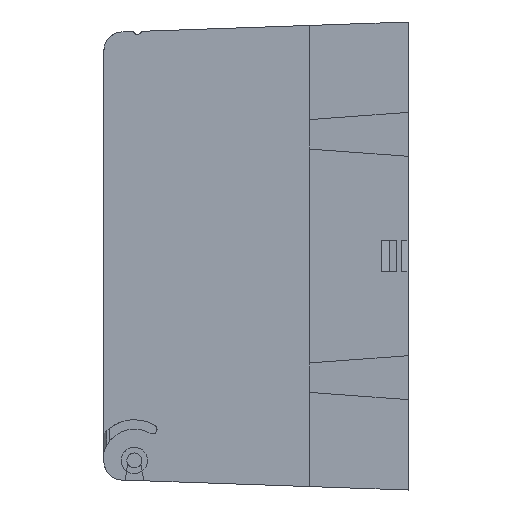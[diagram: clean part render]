
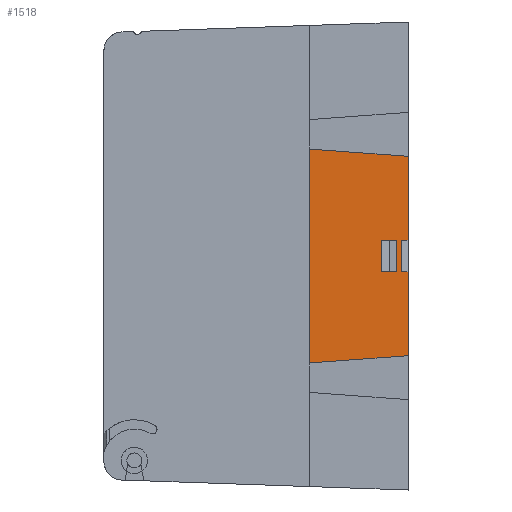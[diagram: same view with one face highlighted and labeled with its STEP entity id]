
A CAD part, left-side view. The second image highlights one B-rep face of the part: STEP entity #1518.
In plain terms, the highlighted planar face has unit normal (1, 0, 0).
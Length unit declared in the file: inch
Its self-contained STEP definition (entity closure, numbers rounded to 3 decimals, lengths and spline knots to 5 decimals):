
#289 = CARTESIAN_POINT ( 'NONE',  ( -0.8575, 0., -2.25 ) ) ;
#556 = CARTESIAN_POINT ( 'NONE',  ( -0.8575, 1.05, -0.17 ) ) ;
#621 = DIRECTION ( 'NONE',  ( 0., 0., 1. ) ) ;
#772 = LINE ( 'NONE', #15993, #17153 ) ;
#1063 = ORIENTED_EDGE ( 'NONE', *, *, #35641, .F. ) ;
#1106 = VERTEX_POINT ( 'NONE', #5997 ) ;
#1518 = ADVANCED_FACE ( 'NONE', ( #34082, #17722 ), #26389, .F. ) ;
#1546 = LINE ( 'NONE', #39271, #17903 ) ;
#1644 = EDGE_CURVE ( 'NONE', #26573, #21181, #35023, .T. ) ;
#1896 = DIRECTION ( 'NONE',  ( -1., 0., 0. ) ) ;
#2021 = VERTEX_POINT ( 'NONE', #14644 ) ;
#3191 = ORIENTED_EDGE ( 'NONE', *, *, #8116, .F. ) ;
#3416 = VERTEX_POINT ( 'NONE', #14242 ) ;
#3615 = LINE ( 'NONE', #556, #7950 ) ;
#3652 = DIRECTION ( 'NONE',  ( 0., 1., 0. ) ) ;
#4357 = CARTESIAN_POINT ( 'NONE',  ( -0.8575, 0., 1.065 ) ) ;
#4657 = VECTOR ( 'NONE', #25003, 39.37008 ) ;
#5486 = ORIENTED_EDGE ( 'NONE', *, *, #6025, .F. ) ;
#5997 = CARTESIAN_POINT ( 'NONE',  ( -0.8575, 0., 0.17 ) ) ;
#6025 = EDGE_CURVE ( 'NONE', #21181, #3416, #7054, .T. ) ;
#6236 = CARTESIAN_POINT ( 'NONE',  ( -0.8575, 0., 1.065 ) ) ;
#6810 = ORIENTED_EDGE ( 'NONE', *, *, #39206, .F. ) ;
#7054 = LINE ( 'NONE', #7870, #38771 ) ;
#7124 = VERTEX_POINT ( 'NONE', #13698 ) ;
#7361 = CARTESIAN_POINT ( 'NONE',  ( -0.8575, 1.05, -1.14282 ) ) ;
#7473 = CARTESIAN_POINT ( 'NONE',  ( -0.8575, 0., -0.17 ) ) ;
#7766 = CARTESIAN_POINT ( 'NONE',  ( -0.8575, 0.07, -0.17 ) ) ;
#7813 = VERTEX_POINT ( 'NONE', #7766 ) ;
#7870 = CARTESIAN_POINT ( 'NONE',  ( -0.8575, 0.12, -2.21333 ) ) ;
#7950 = VECTOR ( 'NONE', #3652, 39.37008 ) ;
#8116 = EDGE_CURVE ( 'NONE', #21925, #10168, #13342, .T. ) ;
#8621 = DIRECTION ( 'NONE',  ( 0., 0., 1. ) ) ;
#9274 = EDGE_CURVE ( 'NONE', #3416, #2021, #3615, .T. ) ;
#9356 = EDGE_CURVE ( 'NONE', #10168, #7813, #39697, .T. ) ;
#10168 = VERTEX_POINT ( 'NONE', #7473 ) ;
#10214 = LINE ( 'NONE', #4357, #32826 ) ;
#10708 = DIRECTION ( 'NONE',  ( 0., -1., 0. ) ) ;
#11673 = EDGE_CURVE ( 'NONE', #2021, #26573, #12268, .T. ) ;
#11787 = CARTESIAN_POINT ( 'NONE',  ( -0.8575, 0.07, 0.17 ) ) ;
#12041 = ORIENTED_EDGE ( 'NONE', *, *, #25361, .F. ) ;
#12048 = LINE ( 'NONE', #13976, #27451 ) ;
#12268 = LINE ( 'NONE', #15999, #19502 ) ;
#12656 = ORIENTED_EDGE ( 'NONE', *, *, #33800, .F. ) ;
#12746 = CARTESIAN_POINT ( 'NONE',  ( -0.8575, 0., -1.065 ) ) ;
#12861 = LINE ( 'NONE', #21903, #4657 ) ;
#12974 = DIRECTION ( 'NONE',  ( 0., 1., 0. ) ) ;
#13342 = LINE ( 'NONE', #27041, #20551 ) ;
#13698 = CARTESIAN_POINT ( 'NONE',  ( -0.8575, 1.05, 1.14282 ) ) ;
#13922 = EDGE_LOOP ( 'NONE', ( #18809, #3191, #12656, #20081, #18231, #6810, #1063, #12041 ) ) ;
#13976 = CARTESIAN_POINT ( 'NONE',  ( -0.8575, 1.05, 0.17 ) ) ;
#14242 = CARTESIAN_POINT ( 'NONE',  ( -0.8575, 0.12, -0.17 ) ) ;
#14644 = CARTESIAN_POINT ( 'NONE',  ( -0.8575, 0.2816, -0.17 ) ) ;
#15993 = CARTESIAN_POINT ( 'NONE',  ( -0.8575, 1.05, -1.14282 ) ) ;
#15999 = CARTESIAN_POINT ( 'NONE',  ( -0.8575, 0.2816, -2.21333 ) ) ;
#17143 = DIRECTION ( 'NONE',  ( 0., 0., -1. ) ) ;
#17153 = VECTOR ( 'NONE', #37487, 39.37008 ) ;
#17722 = FACE_OUTER_BOUND ( 'NONE', #13922, .T. ) ;
#17903 = VECTOR ( 'NONE', #20890, 39.37008 ) ;
#18231 = ORIENTED_EDGE ( 'NONE', *, *, #30915, .F. ) ;
#18809 = ORIENTED_EDGE ( 'NONE', *, *, #9356, .F. ) ;
#19502 = VECTOR ( 'NONE', #621, 39.37008 ) ;
#20081 = ORIENTED_EDGE ( 'NONE', *, *, #33681, .F. ) ;
#20361 = CARTESIAN_POINT ( 'NONE',  ( -0.8575, 1.05, -2.21333 ) ) ;
#20463 = VECTOR ( 'NONE', #24960, 39.37008 ) ;
#20551 = VECTOR ( 'NONE', #8621, 39.37008 ) ;
#20890 = DIRECTION ( 'NONE',  ( 0., 0., 1. ) ) ;
#21181 = VERTEX_POINT ( 'NONE', #33415 ) ;
#21433 = LINE ( 'NONE', #289, #20463 ) ;
#21450 = EDGE_LOOP ( 'NONE', ( #32013, #5486, #34869, #29340 ) ) ;
#21903 = CARTESIAN_POINT ( 'NONE',  ( -0.8575, 1.05, -4.87979 ) ) ;
#21925 = VERTEX_POINT ( 'NONE', #12746 ) ;
#23363 = VECTOR ( 'NONE', #12974, 39.37008 ) ;
#23446 = DIRECTION ( 'NONE',  ( 0., 0., 1. ) ) ;
#24960 = DIRECTION ( 'NONE',  ( 0., 0., 1. ) ) ;
#25003 = DIRECTION ( 'NONE',  ( 0., 0., -1. ) ) ;
#25361 = EDGE_CURVE ( 'NONE', #7813, #32064, #1546, .T. ) ;
#26389 = PLANE ( 'NONE',  #37567 ) ;
#26573 = VERTEX_POINT ( 'NONE', #32627 ) ;
#26826 = VECTOR ( 'NONE', #31073, 39.37008 ) ;
#27041 = CARTESIAN_POINT ( 'NONE',  ( -0.8575, 0., -2.25 ) ) ;
#27451 = VECTOR ( 'NONE', #10708, 39.37008 ) ;
#29340 = ORIENTED_EDGE ( 'NONE', *, *, #11673, .F. ) ;
#30915 = EDGE_CURVE ( 'NONE', #37620, #7124, #10214, .T. ) ;
#31073 = DIRECTION ( 'NONE',  ( 0., -1., 0. ) ) ;
#31366 = CARTESIAN_POINT ( 'NONE',  ( -0.8575, 1.05, -0.17 ) ) ;
#31921 = DIRECTION ( 'NONE',  ( 0., 0.997, 0.074 ) ) ;
#32013 = ORIENTED_EDGE ( 'NONE', *, *, #9274, .F. ) ;
#32064 = VERTEX_POINT ( 'NONE', #11787 ) ;
#32627 = CARTESIAN_POINT ( 'NONE',  ( -0.8575, 0.2816, 0.17 ) ) ;
#32826 = VECTOR ( 'NONE', #31921, 39.37008 ) ;
#33415 = CARTESIAN_POINT ( 'NONE',  ( -0.8575, 0.12, 0.17 ) ) ;
#33681 = EDGE_CURVE ( 'NONE', #7124, #36281, #12861, .T. ) ;
#33800 = EDGE_CURVE ( 'NONE', #36281, #21925, #772, .T. ) ;
#34082 = FACE_BOUND ( 'NONE', #21450, .T. ) ;
#34869 = ORIENTED_EDGE ( 'NONE', *, *, #1644, .F. ) ;
#35023 = LINE ( 'NONE', #39124, #26826 ) ;
#35641 = EDGE_CURVE ( 'NONE', #32064, #1106, #12048, .T. ) ;
#36281 = VERTEX_POINT ( 'NONE', #7361 ) ;
#37487 = DIRECTION ( 'NONE',  ( 0., -0.997, 0.074 ) ) ;
#37567 = AXIS2_PLACEMENT_3D ( 'NONE', #20361, #1896, #23446 ) ;
#37620 = VERTEX_POINT ( 'NONE', #6236 ) ;
#38771 = VECTOR ( 'NONE', #17143, 39.37008 ) ;
#39124 = CARTESIAN_POINT ( 'NONE',  ( -0.8575, 1.05, 0.17 ) ) ;
#39206 = EDGE_CURVE ( 'NONE', #1106, #37620, #21433, .T. ) ;
#39271 = CARTESIAN_POINT ( 'NONE',  ( -0.8575, 0.07, -2.21333 ) ) ;
#39697 = LINE ( 'NONE', #31366, #23363 ) ;
